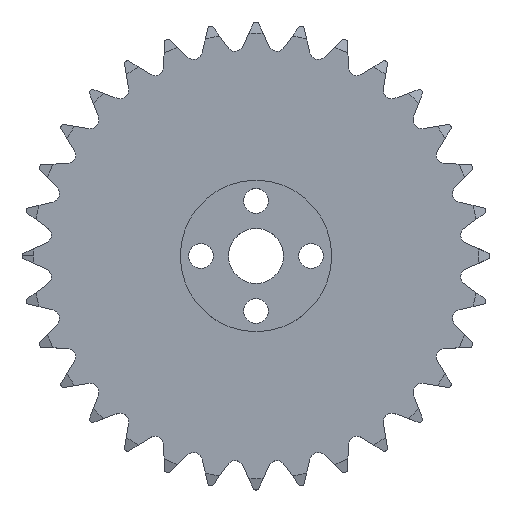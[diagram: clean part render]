
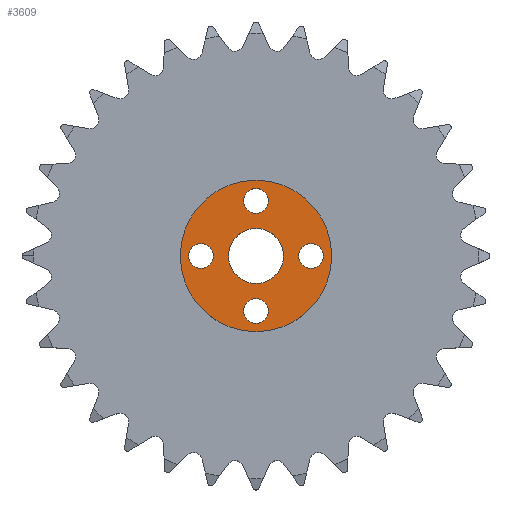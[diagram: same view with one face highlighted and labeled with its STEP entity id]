
A CAD part, top view. The second image highlights one B-rep face of the part: STEP entity #3609.
In plain terms, the highlighted planar face has unit normal (0, 0, 1).
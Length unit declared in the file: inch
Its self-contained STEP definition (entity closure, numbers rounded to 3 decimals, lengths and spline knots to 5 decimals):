
#146 = CARTESIAN_POINT ( 'NONE',  ( -0.31496, 0., 0.15748 ) ) ;
#345 = DIRECTION ( 'NONE',  ( 0., 0., -1. ) ) ;
#346 = DIRECTION ( 'NONE',  ( -1., 0., 0. ) ) ;
#363 = DIRECTION ( 'NONE',  ( 0., 0., -1. ) ) ;
#494 = CARTESIAN_POINT ( 'NONE',  ( 0., -0.31496, 0.15748 ) ) ;
#558 = FACE_BOUND ( 'NONE', #2545, .T. ) ;
#721 = CIRCLE ( 'NONE', #1542, 0.07087 ) ;
#901 = ORIENTED_EDGE ( 'NONE', *, *, #7291, .T. ) ;
#1005 = AXIS2_PLACEMENT_3D ( 'NONE', #146, #7957, #4170 ) ;
#1254 = ORIENTED_EDGE ( 'NONE', *, *, #2451, .T. ) ;
#1360 = DIRECTION ( 'NONE',  ( -1., 0., 0. ) ) ;
#1404 = DIRECTION ( 'NONE',  ( 1., 0., 0. ) ) ;
#1433 = FACE_BOUND ( 'NONE', #6850, .T. ) ;
#1542 = AXIS2_PLACEMENT_3D ( 'NONE', #8253, #345, #5188 ) ;
#1580 = CARTESIAN_POINT ( 'NONE',  ( 0., 0., 0.15748 ) ) ;
#1604 = CARTESIAN_POINT ( 'NONE',  ( 0.24409, 0., 0.15748 ) ) ;
#1690 = CARTESIAN_POINT ( 'NONE',  ( -0.24409, 0., 0.15748 ) ) ;
#1708 = CIRCLE ( 'NONE', #10064, 0.07087 ) ;
#1845 = DIRECTION ( 'NONE',  ( 1., 0., 0. ) ) ;
#1878 = VERTEX_POINT ( 'NONE', #4075 ) ;
#1929 = DIRECTION ( 'NONE',  ( -1., 0., 0. ) ) ;
#1995 = CIRCLE ( 'NONE', #10115, 0.07087 ) ;
#2047 = FACE_BOUND ( 'NONE', #3760, .T. ) ;
#2083 = CARTESIAN_POINT ( 'NONE',  ( 0.31496, 0., 0.15748 ) ) ;
#2425 = EDGE_CURVE ( 'NONE', #7115, #5098, #1708, .T. ) ;
#2430 = FACE_BOUND ( 'NONE', #4891, .T. ) ;
#2451 = EDGE_CURVE ( 'NONE', #1878, #8782, #8611, .T. ) ;
#2468 = AXIS2_PLACEMENT_3D ( 'NONE', #494, #4418, #1360 ) ;
#2545 = EDGE_LOOP ( 'NONE', ( #4613, #901 ) ) ;
#2556 = CARTESIAN_POINT ( 'NONE',  ( 0.43307, 0., 0.15748 ) ) ;
#2575 = CARTESIAN_POINT ( 'NONE',  ( -0.38583, 0., 0.15748 ) ) ;
#2604 = CARTESIAN_POINT ( 'NONE',  ( -0.31496, 0., 0.15748 ) ) ;
#2682 = ORIENTED_EDGE ( 'NONE', *, *, #3509, .T. ) ;
#2783 = VERTEX_POINT ( 'NONE', #2556 ) ;
#2906 = DIRECTION ( 'NONE',  ( -1., 0., 0. ) ) ;
#3079 = EDGE_CURVE ( 'NONE', #4265, #4485, #3585, .T. ) ;
#3153 = DIRECTION ( 'NONE',  ( 1., 0., 0. ) ) ;
#3245 = CIRCLE ( 'NONE', #3947, 0.07087 ) ;
#3286 = VERTEX_POINT ( 'NONE', #2575 ) ;
#3489 = DIRECTION ( 'NONE',  ( 0., 0., -1. ) ) ;
#3509 = EDGE_CURVE ( 'NONE', #2783, #7190, #6391, .T. ) ;
#3566 = AXIS2_PLACEMENT_3D ( 'NONE', #9215, #6843, #1404 ) ;
#3585 = CIRCLE ( 'NONE', #7755, 0.15748 ) ;
#3591 = CARTESIAN_POINT ( 'NONE',  ( 0., -0.31496, 0.15748 ) ) ;
#3609 = ADVANCED_FACE ( 'NONE', ( #4552, #558, #2430, #1433, #2047, #3940 ), #9412, .T. ) ;
#3689 = DIRECTION ( 'NONE',  ( 0., 0., -1. ) ) ;
#3760 = EDGE_LOOP ( 'NONE', ( #5932, #8229 ) ) ;
#3940 = FACE_OUTER_BOUND ( 'NONE', #8412, .T. ) ;
#3947 = AXIS2_PLACEMENT_3D ( 'NONE', #3591, #7536, #7475 ) ;
#4003 = AXIS2_PLACEMENT_3D ( 'NONE', #5091, #5878, #1845 ) ;
#4029 = CARTESIAN_POINT ( 'NONE',  ( 0.38583, 0., 0.15748 ) ) ;
#4075 = CARTESIAN_POINT ( 'NONE',  ( 0.07087, -0.31496, 0.15748 ) ) ;
#4156 = CARTESIAN_POINT ( 'NONE',  ( 0., 0., 0.15748 ) ) ;
#4170 = DIRECTION ( 'NONE',  ( -1., 0., 0. ) ) ;
#4265 = VERTEX_POINT ( 'NONE', #6168 ) ;
#4418 = DIRECTION ( 'NONE',  ( 0., 0., -1. ) ) ;
#4485 = VERTEX_POINT ( 'NONE', #9786 ) ;
#4552 = FACE_BOUND ( 'NONE', #8322, .T. ) ;
#4613 = ORIENTED_EDGE ( 'NONE', *, *, #10075, .T. ) ;
#4711 = DIRECTION ( 'NONE',  ( 0., 0., 1. ) ) ;
#4891 = EDGE_LOOP ( 'NONE', ( #5005, #7912 ) ) ;
#5005 = ORIENTED_EDGE ( 'NONE', *, *, #7992, .T. ) ;
#5091 = CARTESIAN_POINT ( 'NONE',  ( 0., 0., 0.15748 ) ) ;
#5098 = VERTEX_POINT ( 'NONE', #1604 ) ;
#5188 = DIRECTION ( 'NONE',  ( -1., 0., 0. ) ) ;
#5308 = AXIS2_PLACEMENT_3D ( 'NONE', #2604, #3489, #346 ) ;
#5463 = ORIENTED_EDGE ( 'NONE', *, *, #7937, .T. ) ;
#5665 = CARTESIAN_POINT ( 'NONE',  ( -0.43307, 0., 0.15748 ) ) ;
#5820 = CIRCLE ( 'NONE', #5308, 0.07087 ) ;
#5878 = DIRECTION ( 'NONE',  ( 0., 0., 1. ) ) ;
#5889 = EDGE_CURVE ( 'NONE', #4485, #4265, #8618, .T. ) ;
#5932 = ORIENTED_EDGE ( 'NONE', *, *, #3079, .F. ) ;
#5992 = ORIENTED_EDGE ( 'NONE', *, *, #2425, .T. ) ;
#6003 = DIRECTION ( 'NONE',  ( -1., 0., 0. ) ) ;
#6168 = CARTESIAN_POINT ( 'NONE',  ( 0.15748, 0., 0.15748 ) ) ;
#6366 = DIRECTION ( 'NONE',  ( 1., 0., 0. ) ) ;
#6391 = CIRCLE ( 'NONE', #3566, 0.43307 ) ;
#6684 = AXIS2_PLACEMENT_3D ( 'NONE', #7947, #9428, #8660 ) ;
#6738 = CARTESIAN_POINT ( 'NONE',  ( -0.07087, 0.31496, 0.15748 ) ) ;
#6820 = EDGE_CURVE ( 'NONE', #7207, #3286, #9791, .T. ) ;
#6836 = CARTESIAN_POINT ( 'NONE',  ( 0.31496, 0., 0.15748 ) ) ;
#6843 = DIRECTION ( 'NONE',  ( 0., 0., 1. ) ) ;
#6850 = EDGE_LOOP ( 'NONE', ( #8349, #1254 ) ) ;
#7115 = VERTEX_POINT ( 'NONE', #4029 ) ;
#7126 = VERTEX_POINT ( 'NONE', #9483 ) ;
#7190 = VERTEX_POINT ( 'NONE', #5665 ) ;
#7207 = VERTEX_POINT ( 'NONE', #1690 ) ;
#7221 = CARTESIAN_POINT ( 'NONE',  ( -0.07087, -0.31496, 0.15748 ) ) ;
#7291 = EDGE_CURVE ( 'NONE', #7126, #8482, #1995, .T. ) ;
#7475 = DIRECTION ( 'NONE',  ( -1., 0., 0. ) ) ;
#7536 = DIRECTION ( 'NONE',  ( 0., 0., -1. ) ) ;
#7638 = DIRECTION ( 'NONE',  ( 0., 0., -1. ) ) ;
#7755 = AXIS2_PLACEMENT_3D ( 'NONE', #4156, #9640, #6366 ) ;
#7912 = ORIENTED_EDGE ( 'NONE', *, *, #6820, .T. ) ;
#7937 = EDGE_CURVE ( 'NONE', #7190, #2783, #8161, .T. ) ;
#7947 = CARTESIAN_POINT ( 'NONE',  ( 0., 0., 0.15748 ) ) ;
#7957 = DIRECTION ( 'NONE',  ( 0., 0., -1. ) ) ;
#7992 = EDGE_CURVE ( 'NONE', #3286, #7207, #5820, .T. ) ;
#8161 = CIRCLE ( 'NONE', #4003, 0.43307 ) ;
#8229 = ORIENTED_EDGE ( 'NONE', *, *, #5889, .F. ) ;
#8253 = CARTESIAN_POINT ( 'NONE',  ( 0., 0.31496, 0.15748 ) ) ;
#8322 = EDGE_LOOP ( 'NONE', ( #8696, #5992 ) ) ;
#8349 = ORIENTED_EDGE ( 'NONE', *, *, #8405, .T. ) ;
#8405 = EDGE_CURVE ( 'NONE', #8782, #1878, #3245, .T. ) ;
#8412 = EDGE_LOOP ( 'NONE', ( #2682, #5463 ) ) ;
#8482 = VERTEX_POINT ( 'NONE', #6738 ) ;
#8607 = EDGE_CURVE ( 'NONE', #5098, #7115, #10000, .T. ) ;
#8611 = CIRCLE ( 'NONE', #2468, 0.07087 ) ;
#8618 = CIRCLE ( 'NONE', #6684, 0.15748 ) ;
#8660 = DIRECTION ( 'NONE',  ( 1., 0., 0. ) ) ;
#8696 = ORIENTED_EDGE ( 'NONE', *, *, #8607, .T. ) ;
#8782 = VERTEX_POINT ( 'NONE', #7221 ) ;
#9070 = CARTESIAN_POINT ( 'NONE',  ( 0., 0.31496, 0.15748 ) ) ;
#9215 = CARTESIAN_POINT ( 'NONE',  ( 0., 0., 0.15748 ) ) ;
#9392 = AXIS2_PLACEMENT_3D ( 'NONE', #2083, #7638, #2906 ) ;
#9412 = PLANE ( 'NONE',  #10197 ) ;
#9428 = DIRECTION ( 'NONE',  ( 0., 0., 1. ) ) ;
#9483 = CARTESIAN_POINT ( 'NONE',  ( 0.07087, 0.31496, 0.15748 ) ) ;
#9640 = DIRECTION ( 'NONE',  ( 0., 0., 1. ) ) ;
#9786 = CARTESIAN_POINT ( 'NONE',  ( -0.15748, 0., 0.15748 ) ) ;
#9791 = CIRCLE ( 'NONE', #1005, 0.07087 ) ;
#10000 = CIRCLE ( 'NONE', #9392, 0.07087 ) ;
#10064 = AXIS2_PLACEMENT_3D ( 'NONE', #6836, #3689, #6003 ) ;
#10075 = EDGE_CURVE ( 'NONE', #8482, #7126, #721, .T. ) ;
#10115 = AXIS2_PLACEMENT_3D ( 'NONE', #9070, #363, #1929 ) ;
#10197 = AXIS2_PLACEMENT_3D ( 'NONE', #1580, #4711, #3153 ) ;
